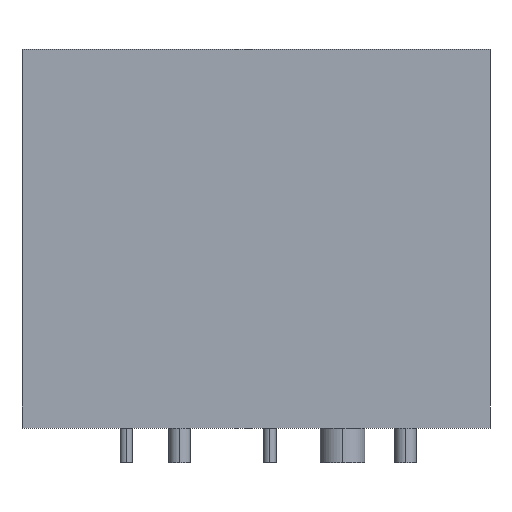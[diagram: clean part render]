
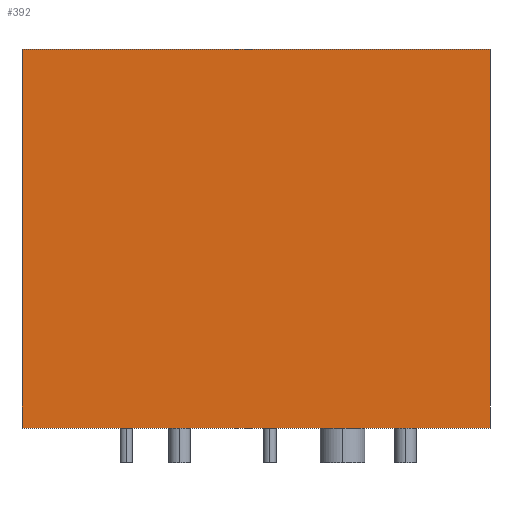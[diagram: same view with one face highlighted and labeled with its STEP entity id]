
A CAD part, left-side view. The second image highlights one B-rep face of the part: STEP entity #392.
In plain terms, the highlighted planar face has unit normal (-1, 0, 0).
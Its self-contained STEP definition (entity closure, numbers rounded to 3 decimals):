
#392=ADVANCED_FACE($,(#488),#1254,.T.);
#488=FACE_OUTER_BOUND($,#584,.T.);
#584=EDGE_LOOP($,(#845,#846,#847,#848));
#845=ORIENTED_EDGE($,*,*,#1036,.T.);
#846=ORIENTED_EDGE($,*,*,#1034,.T.);
#847=ORIENTED_EDGE($,*,*,#1039,.F.);
#848=ORIENTED_EDGE($,*,*,#1042,.F.);
#1034=EDGE_CURVE($,#1149,#1150,#1310,.T.);
#1036=EDGE_CURVE($,#1151,#1149,#1312,.T.);
#1039=EDGE_CURVE($,#1154,#1150,#1315,.T.);
#1042=EDGE_CURVE($,#1151,#1154,#1318,.T.);
#1149=VERTEX_POINT($,#2674);
#1150=VERTEX_POINT($,#2675);
#1151=VERTEX_POINT($,#2676);
#1154=VERTEX_POINT($,#2679);
#1254=PLANE($,#1506);
#1310=B_SPLINE_CURVE_WITH_KNOTS($,1,(#2588,#2589),.UNSPECIFIED.,.F.,.F.,
(2,2),(0.,27.43),.UNSPECIFIED.);
#1312=B_SPLINE_CURVE_WITH_KNOTS($,1,(#2592,#2593),.UNSPECIFIED.,.F.,.F.,
(2,2),(68.41,102.32),.UNSPECIFIED.);
#1315=B_SPLINE_CURVE_WITH_KNOTS($,1,(#2598,#2599),.UNSPECIFIED.,.F.,.F.,
(2,2),(68.41,102.32),.UNSPECIFIED.);
#1318=B_SPLINE_CURVE_WITH_KNOTS($,1,(#2604,#2605),.UNSPECIFIED.,.F.,.F.,
(2,2),(0.,27.43),.UNSPECIFIED.);
#1506=AXIS2_PLACEMENT_3D($,#2659,#1566,$);
#1566=DIRECTION($,(-1.,0.,0.));
#2588=CARTESIAN_POINT($,(-8.625,-10.69,0.));
#2589=CARTESIAN_POINT($,(-8.625,-10.69,27.43));
#2592=CARTESIAN_POINT($,(-8.625,23.22,0.));
#2593=CARTESIAN_POINT($,(-8.625,-10.69,0.));
#2598=CARTESIAN_POINT($,(-8.625,23.22,27.43));
#2599=CARTESIAN_POINT($,(-8.625,-10.69,27.43));
#2604=CARTESIAN_POINT($,(-8.625,23.22,0.));
#2605=CARTESIAN_POINT($,(-8.625,23.22,27.43));
#2659=CARTESIAN_POINT($,(-8.625,-10.69,0.));
#2674=CARTESIAN_POINT($,(-8.625,-10.69,0.));
#2675=CARTESIAN_POINT($,(-8.625,-10.69,27.43));
#2676=CARTESIAN_POINT($,(-8.625,23.22,0.));
#2679=CARTESIAN_POINT($,(-8.625,23.22,27.43));
